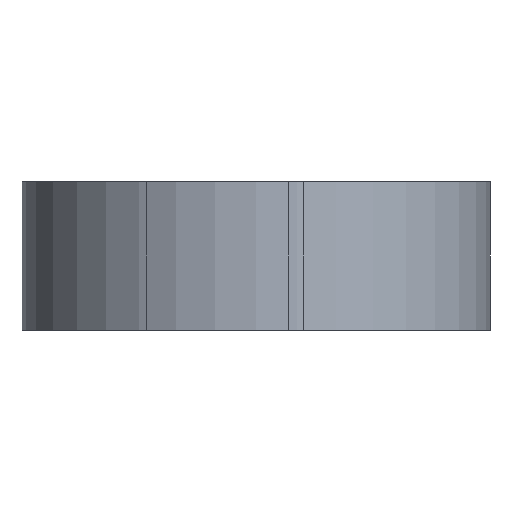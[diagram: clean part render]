
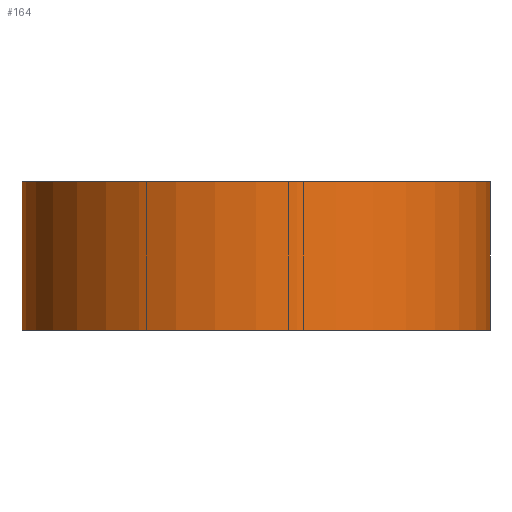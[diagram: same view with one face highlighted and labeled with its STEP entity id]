
A CAD part, front view. The second image highlights one B-rep face of the part: STEP entity #164.
In plain terms, the highlighted cylindrical face has radius 78.85 mm (diameter 157.7 mm), a partial arc.
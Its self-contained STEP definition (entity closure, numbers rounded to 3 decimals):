
#65=CYLINDRICAL_SURFACE('',#2262,78.85);
#164=ADVANCED_FACE('',(#263),#65,.T.);
#263=FACE_OUTER_BOUND('',#370,.F.);
#370=EDGE_LOOP('',(#962,#963,#964,#965));
#962=ORIENTED_EDGE('',*,*,#1430,.T.);
#963=ORIENTED_EDGE('',*,*,#1434,.F.);
#964=ORIENTED_EDGE('',*,*,#1432,.T.);
#965=ORIENTED_EDGE('',*,*,#1435,.T.);
#1133=CIRCLE('',#2161,78.85);
#1135=CIRCLE('',#2163,78.85);
#1430=EDGE_CURVE('',#1837,#1836,#1133,.T.);
#1432=EDGE_CURVE('',#1835,#1834,#1135,.T.);
#1434=EDGE_CURVE('',#1835,#1836,#1633,.T.);
#1435=EDGE_CURVE('',#1834,#1837,#1634,.T.);
#1633=LINE('',#3372,#1832);
#1634=LINE('',#3373,#1833);
#1832=VECTOR('',#2667,50.);
#1833=VECTOR('',#2668,50.);
#1834=VERTEX_POINT('',#2873);
#1835=VERTEX_POINT('',#2874);
#1836=VERTEX_POINT('',#2875);
#1837=VERTEX_POINT('',#2876);
#2161=AXIS2_PLACEMENT_3D('',#3368,#2659,#2660);
#2163=AXIS2_PLACEMENT_3D('',#3370,#2663,#2664);
#2262=AXIS2_PLACEMENT_3D('',#3471,#2863,#2864);
#2659=DIRECTION('',(0.,0.,1.));
#2660=DIRECTION('',(-1.,0.,0.));
#2663=DIRECTION('',(0.,0.,-1.));
#2664=DIRECTION('',(1.,0.,0.));
#2667=DIRECTION('',(0.,0.,1.));
#2668=DIRECTION('',(0.,0.,1.));
#2863=DIRECTION('',(0.,0.,1.));
#2864=DIRECTION('',(-1.,0.,0.));
#2873=CARTESIAN_POINT('',(-78.85,0.,0.));
#2874=CARTESIAN_POINT('',(78.85,0.,0.));
#2875=CARTESIAN_POINT('',(78.85,0.,50.));
#2876=CARTESIAN_POINT('',(-78.85,0.,50.));
#3368=CARTESIAN_POINT('',(0.,0.,50.));
#3370=CARTESIAN_POINT('',(0.,0.,0.));
#3372=CARTESIAN_POINT('',(78.85,0.,0.));
#3373=CARTESIAN_POINT('',(-78.85,0.,0.));
#3471=CARTESIAN_POINT('',(0.,0.,0.));
